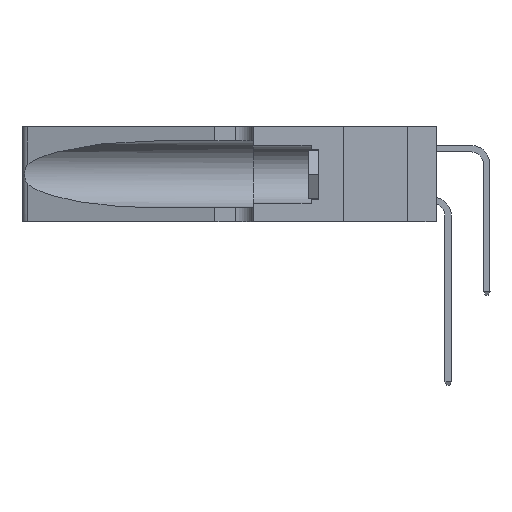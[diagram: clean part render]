
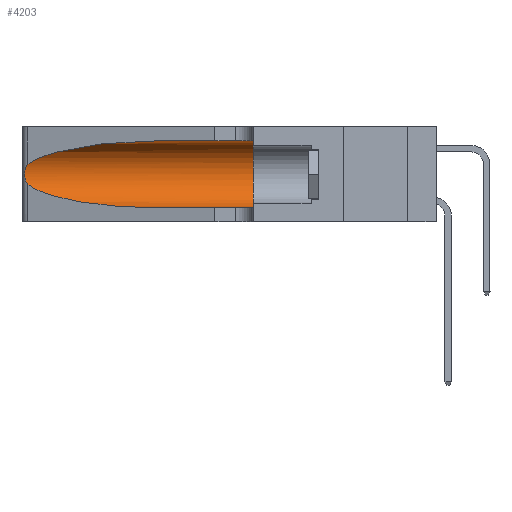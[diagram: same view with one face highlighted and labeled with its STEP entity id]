
A CAD part, left-side view. The second image highlights one B-rep face of the part: STEP entity #4203.
In plain terms, the highlighted cylindrical face has radius 3.308 mm (diameter 6.617 mm), a partial arc.
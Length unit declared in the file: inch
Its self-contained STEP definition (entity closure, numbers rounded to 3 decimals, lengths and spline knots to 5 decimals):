
#28 = CARTESIAN_POINT ( 'NONE',  ( 0.25639, 1.23184, 0.21858 ) ) ;
#765 = CARTESIAN_POINT ( 'NONE',  ( 0.1305, 0.35, 0.05475 ) ) ;
#861 = VERTEX_POINT ( 'NONE', #10436 ) ;
#1004 = ORIENTED_EDGE ( 'NONE', *, *, #10735, .T. ) ;
#1290 = EDGE_CURVE ( 'NONE', #9090, #2823, #14505, .T. ) ;
#1457 = EDGE_CURVE ( 'NONE', #861, #20882, #13309, .T. ) ;
#1848 = CARTESIAN_POINT ( 'NONE',  ( 0.25854, 1.2359, 0.20912 ) ) ;
#2242 = CARTESIAN_POINT ( 'NONE',  ( 0.1305, 0.72297, 0.05475 ) ) ;
#2246 = CYLINDRICAL_SURFACE ( 'NONE', #11437, 0.13025 ) ;
#2823 = VERTEX_POINT ( 'NONE', #765 ) ;
#3026 = DIRECTION ( 'NONE',  ( 0., -1., 0. ) ) ;
#3663 = CARTESIAN_POINT ( 'NONE',  ( 0.26075, 1.23896, 0.19203 ) ) ;
#4203 = ADVANCED_FACE ( 'NONE', ( #16542 ), #2246, .F. ) ;
#4635 = CARTESIAN_POINT ( 'NONE',  ( 0.2373, 1.15595, 0.28018 ) ) ;
#5463 = CARTESIAN_POINT ( 'NONE',  ( 0.26017, 1.23833, 0.17102 ) ) ;
#5686 = CARTESIAN_POINT ( 'NONE',  ( 0.25487, 1.22718, 0.22369 ) ) ;
#6048 = VERTEX_POINT ( 'NONE', #5686 ) ;
#6899 = CARTESIAN_POINT ( 'NONE',  ( 0.1305, 1.61858, 0.05475 ) ) ;
#7259 = CARTESIAN_POINT ( 'NONE',  ( 0.25789, 1.23486, 0.15765 ) ) ;
#7664 = DIRECTION ( 'NONE',  ( 0., -1., 0. ) ) ;
#7708 = VECTOR ( 'NONE', #8682, 39.37008 ) ;
#8394 = AXIS2_PLACEMENT_3D ( 'NONE', #20492, #9733, #22341 ) ;
#8446 = B_SPLINE_CURVE_WITH_KNOTS ( 'NONE', 3,
 ( #19735, #12478, #28, #12553, #1848, #14366, #3663, #16180, #5463, #18010, #7259, #19817, #9051, #21619 ),
 .UNSPECIFIED., .F., .F.,
 ( 4, 2, 2, 2, 2, 2, 4 ),
 ( 0., 0.00027, 0.00053, 0.00107, 0.0016, 0.00187, 0.00214 ),
 .UNSPECIFIED. ) ;
#8682 = DIRECTION ( 'NONE',  ( 0., -1., 0. ) ) ;
#9051 = CARTESIAN_POINT ( 'NONE',  ( 0.25555, 1.22993, 0.14849 ) ) ;
#9090 = VERTEX_POINT ( 'NONE', #11731 ) ;
#9733 = DIRECTION ( 'NONE',  ( 0., 1., 0. ) ) ;
#9947 = CARTESIAN_POINT ( 'NONE',  ( 0.1305, 0.72297, 0.31525 ) ) ;
#10032 = CARTESIAN_POINT ( 'NONE',  ( 0.25487, 1.22718, 0.14631 ) ) ;
#10117 = CARTESIAN_POINT ( 'NONE',  ( 0.18966, 0.96281, 0.05475 ) ) ;
#10168 =( BOUNDED_CURVE ( )  B_SPLINE_CURVE ( 3, ( #9947, #20707, #4635, #17174 ),
 .UNSPECIFIED., .F., .F. ) 
 B_SPLINE_CURVE_WITH_KNOTS ( ( 4, 4 ),
 ( 1.5708, 2.84003 ),
 .UNSPECIFIED. ) 
 CURVE ( )  GEOMETRIC_REPRESENTATION_ITEM ( )  RATIONAL_B_SPLINE_CURVE ( ( 1., 0.87, 0.87, 1. ) ) 
 REPRESENTATION_ITEM ( '' )  );
#10338 = VECTOR ( 'NONE', #3026, 39.37008 ) ;
#10436 = CARTESIAN_POINT ( 'NONE',  ( 0.25487, 1.22718, 0.14631 ) ) ;
#10729 = CARTESIAN_POINT ( 'NONE',  ( 0.1305, 0.72297, 0.31525 ) ) ;
#10735 = EDGE_CURVE ( 'NONE', #6048, #861, #8446, .T. ) ;
#10883 = EDGE_LOOP ( 'NONE', ( #13090, #1004, #20476, #16971, #16498, #12402 ) ) ;
#11437 = AXIS2_PLACEMENT_3D ( 'NONE', #12961, #7664, #18333 ) ;
#11731 = CARTESIAN_POINT ( 'NONE',  ( 0.1305, 0.35, 0.31525 ) ) ;
#12402 = ORIENTED_EDGE ( 'NONE', *, *, #15169, .F. ) ;
#12478 = CARTESIAN_POINT ( 'NONE',  ( 0.25555, 1.22994, 0.2215 ) ) ;
#12553 = CARTESIAN_POINT ( 'NONE',  ( 0.25787, 1.23484, 0.2124 ) ) ;
#12961 = CARTESIAN_POINT ( 'NONE',  ( 0.1305, 1.61858, 0.185 ) ) ;
#13090 = ORIENTED_EDGE ( 'NONE', *, *, #17514, .T. ) ;
#13309 =( BOUNDED_CURVE ( )  B_SPLINE_CURVE ( 3, ( #10032, #19078, #10117, #22709 ),
 .UNSPECIFIED., .F., .F. ) 
 B_SPLINE_CURVE_WITH_KNOTS ( ( 4, 4 ),
 ( 3.44316, 4.71239 ),
 .UNSPECIFIED. ) 
 CURVE ( )  GEOMETRIC_REPRESENTATION_ITEM ( )  RATIONAL_B_SPLINE_CURVE ( ( 1., 0.87, 0.87, 1. ) ) 
 REPRESENTATION_ITEM ( '' )  );
#14366 = CARTESIAN_POINT ( 'NONE',  ( 0.26018, 1.23835, 0.19895 ) ) ;
#14505 = CIRCLE ( 'NONE', #8394, 0.13025 ) ;
#15120 = LINE ( 'NONE', #19097, #10338 ) ;
#15169 = EDGE_CURVE ( 'NONE', #23084, #9090, #15120, .T. ) ;
#16180 = CARTESIAN_POINT ( 'NONE',  ( 0.26075, 1.23896, 0.178 ) ) ;
#16498 = ORIENTED_EDGE ( 'NONE', *, *, #1290, .F. ) ;
#16542 = FACE_OUTER_BOUND ( 'NONE', #10883, .T. ) ;
#16971 = ORIENTED_EDGE ( 'NONE', *, *, #18151, .T. ) ;
#17174 = CARTESIAN_POINT ( 'NONE',  ( 0.25487, 1.22718, 0.22369 ) ) ;
#17514 = EDGE_CURVE ( 'NONE', #23084, #6048, #10168, .T. ) ;
#18010 = CARTESIAN_POINT ( 'NONE',  ( 0.25856, 1.23593, 0.16098 ) ) ;
#18151 = EDGE_CURVE ( 'NONE', #20882, #2823, #22047, .T. ) ;
#18333 = DIRECTION ( 'NONE',  ( 0., 0., -1. ) ) ;
#19078 = CARTESIAN_POINT ( 'NONE',  ( 0.2373, 1.15595, 0.08982 ) ) ;
#19097 = CARTESIAN_POINT ( 'NONE',  ( 0.1305, 1.61858, 0.31525 ) ) ;
#19735 = CARTESIAN_POINT ( 'NONE',  ( 0.25487, 1.22718, 0.22369 ) ) ;
#19817 = CARTESIAN_POINT ( 'NONE',  ( 0.25639, 1.23186, 0.15144 ) ) ;
#20476 = ORIENTED_EDGE ( 'NONE', *, *, #1457, .T. ) ;
#20492 = CARTESIAN_POINT ( 'NONE',  ( 0.1305, 0.35, 0.185 ) ) ;
#20707 = CARTESIAN_POINT ( 'NONE',  ( 0.18966, 0.96281, 0.31525 ) ) ;
#20882 = VERTEX_POINT ( 'NONE', #2242 ) ;
#21619 = CARTESIAN_POINT ( 'NONE',  ( 0.25487, 1.22718, 0.14631 ) ) ;
#22047 = LINE ( 'NONE', #6899, #7708 ) ;
#22341 = DIRECTION ( 'NONE',  ( 0., 0., 1. ) ) ;
#22709 = CARTESIAN_POINT ( 'NONE',  ( 0.1305, 0.72297, 0.05475 ) ) ;
#23084 = VERTEX_POINT ( 'NONE', #10729 ) ;
